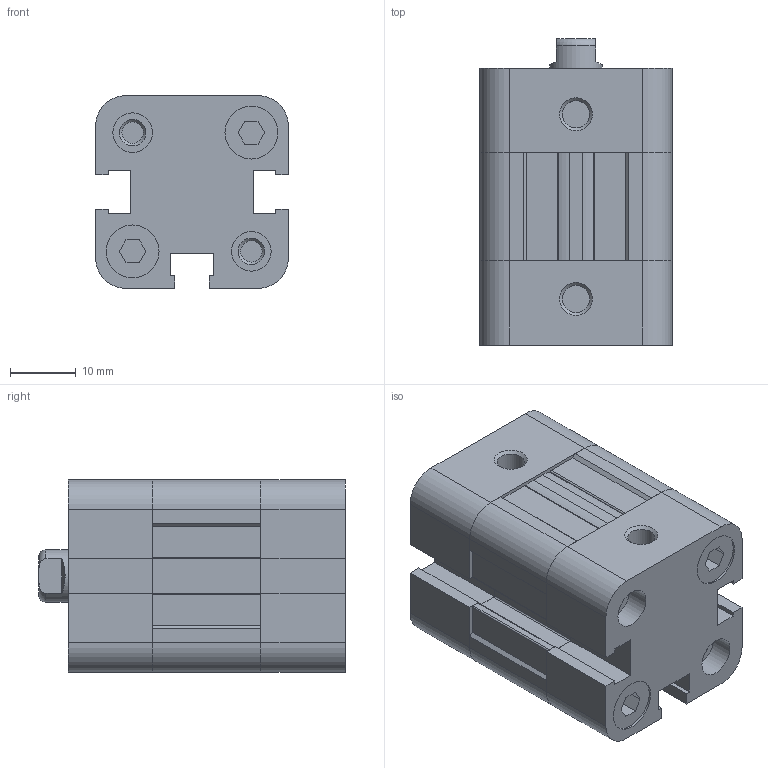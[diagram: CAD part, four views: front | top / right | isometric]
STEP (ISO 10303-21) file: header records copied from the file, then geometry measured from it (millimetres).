
FILE_DESCRIPTION(/* description */ (''),/* implementation_level */ '2;1');
FILE_NAME(/* name */ 'NSKI016.0005.stp',/* time_stamp */ '2021-11-08T14:39:51+01:00',/* author */ ('Operator CNC'),/* organization */ (''),/* preprocessor_version */ 'ST-DEVELOPER v15.6',/* originating_system */ 'Autodesk Inventor 2015',/* authorisation */ '');
FILE_SCHEMA (('AUTOMOTIVE_DESIGN { 1 0 10303 214 3 1 1 }'));
Length unit declared in the file: millimetre
Products named in the file (6): _NSKI_16_STD_fh; _NSKI_16_5_5_STD_F_r; _NSKI_16_5_STD_ba; _NSKI_16_STD_rh; _NSKI_16_5_STD_pen; NSKI016.0005
Assembly tree (5 placements, depth 2):
  NSKI016.0005
    _NSKI_16_STD_fh
    _NSKI_16_5_5_STD_F_r
    _NSKI_16_5_STD_ba
    _NSKI_16_STD_rh
    _NSKI_16_5_STD_pen
Bounding box: 29.2 x 46.5 x 29.2 mm (x, y, z)
Volume: 28648.7 mm3; surface area: 14384.2 mm2
Topology: 5 solids, 5 shells, 260 faces, 686 edges, 455 vertices
Faces by surface type: plane 181, cylinder 70, cone 8, torus 1
Full cylindrical faces by diameter (mm): 3.242 x5, 4.134 x2, 4.25 x1, 6 x4, 8 x6, 16 x4
Entity records: 8008 total; most frequent: CARTESIAN_POINT 1411, DIRECTION 1344, ORIENTED_EDGE 1304, EDGE_CURVE 652, LINE 498, VECTOR 498, VERTEX_POINT 452, AXIS2_PLACEMENT_3D 423
